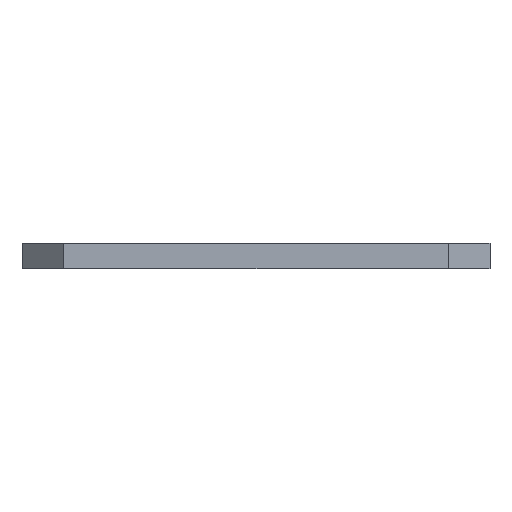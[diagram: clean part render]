
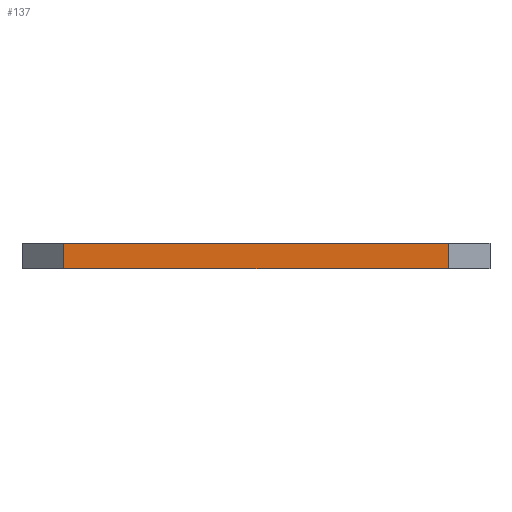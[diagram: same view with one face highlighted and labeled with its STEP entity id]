
A CAD part, front view. The second image highlights one B-rep face of the part: STEP entity #137.
In plain terms, the highlighted planar face has unit normal (0, -1, 0).
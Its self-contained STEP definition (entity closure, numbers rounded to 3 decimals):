
#137=ADVANCED_FACE('',(#953),#955,.T.);
#953=FACE_BOUND('',#954,.T.);
#954=EDGE_LOOP('',(#2320,#2321,#2322,#2323));
#955=PLANE('',#956);
#956=AXIS2_PLACEMENT_3D('',#957,#958,#959);
#957=CARTESIAN_POINT('',(-28.,-50.5,0.));
#958=DIRECTION('',(0.,-1.,0.));
#959=DIRECTION('',(1.,0.,0.));
#2320=ORIENTED_EDGE('',*,*,#3205,.F.);
#2321=ORIENTED_EDGE('',*,*,#2691,.T.);
#2322=ORIENTED_EDGE('',*,*,#3211,.T.);
#2323=ORIENTED_EDGE('',*,*,#2865,.F.);
#2691=EDGE_CURVE('',#3221,#3233,#3235,.T.);
#2865=EDGE_CURVE('',#3580,#3583,#3584,.T.);
#3205=EDGE_CURVE('',#3221,#3580,#4101,.T.);
#3211=EDGE_CURVE('',#3233,#3583,#4107,.T.);
#3221=VERTEX_POINT('',#4117);
#3233=VERTEX_POINT('',#4141);
#3235=LINE('',#4145,#4146);
#3580=VERTEX_POINT('',#4840);
#3583=VERTEX_POINT('',#4845);
#3584=LINE('',#4846,#4847);
#4101=LINE('',#6047,#6048);
#4107=LINE('',#6065,#6066);
#4117=CARTESIAN_POINT('',(-23.,-50.5,0.));
#4141=CARTESIAN_POINT('',(23.,-50.5,0.));
#4145=CARTESIAN_POINT('',(-23.,-50.5,0.));
#4146=VECTOR('',#4147,1.);
#4147=DIRECTION('',(1.,0.,0.));
#4840=CARTESIAN_POINT('',(-23.,-50.5,3.));
#4845=CARTESIAN_POINT('',(23.,-50.5,3.));
#4846=CARTESIAN_POINT('',(-23.,-50.5,3.));
#4847=VECTOR('',#4848,1.);
#4848=DIRECTION('',(1.,0.,0.));
#6047=CARTESIAN_POINT('',(-23.,-50.5,0.));
#6048=VECTOR('',#6049,1.);
#6049=DIRECTION('',(0.,0.,1.));
#6065=CARTESIAN_POINT('',(23.,-50.5,0.));
#6066=VECTOR('',#6067,1.);
#6067=DIRECTION('',(0.,0.,1.));
